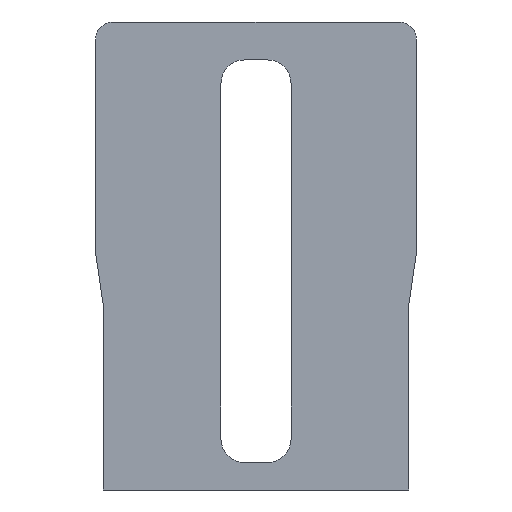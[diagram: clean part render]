
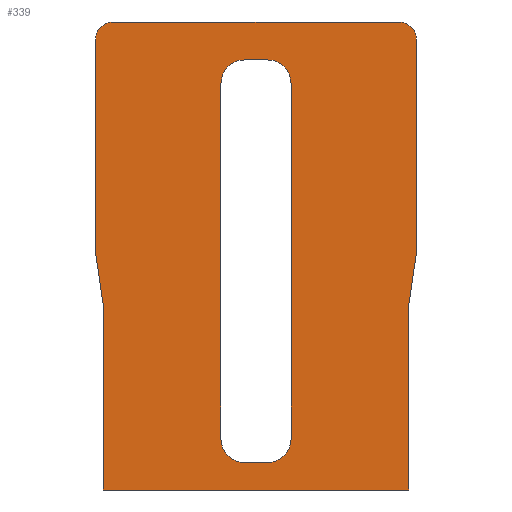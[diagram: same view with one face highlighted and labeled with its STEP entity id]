
A CAD part, left-side view. The second image highlights one B-rep face of the part: STEP entity #339.
In plain terms, the highlighted planar face has unit normal (-1, 0, 0).
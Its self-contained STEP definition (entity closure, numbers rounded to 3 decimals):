
#339=ADVANCED_FACE('1:993',(#830,#831),#832,.T.);
#535=EDGE_CURVE('1:1287',#1098,#1095,#1099,.F.);
#539=EDGE_CURVE('1:1293',#1103,#1104,#1105,.F.);
#547=EDGE_CURVE('1:1305',#1111,#1104,#1114,.T.);
#549=EDGE_CURVE('1:1308',#1111,#1116,#1117,.F.);
#555=EDGE_CURVE('1:1317',#1121,#1116,#1124,.F.);
#557=EDGE_CURVE('1:1320',#1121,#1126,#1127,.F.);
#563=EDGE_CURVE('1:1329',#1131,#1126,#1134,.T.);
#565=EDGE_CURVE('1:1332',#1131,#1136,#1137,.F.);
#569=EDGE_CURVE('1:1338',#1103,#1136,#1141,.F.);
#583=EDGE_CURVE('1:1359',#1154,#1098,#1159,.F.);
#585=EDGE_CURVE('1:1362',#1161,#1154,#1162,.F.);
#595=EDGE_CURVE('1:1377',#1169,#1161,#1175,.F.);
#599=EDGE_CURVE('1:1383',#1169,#1180,#1181,.F.);
#607=EDGE_CURVE('1:1395',#1189,#1192,#1193,.F.);
#613=EDGE_CURVE('1:1404',#1095,#1198,#1201,.F.);
#621=EDGE_CURVE('1:1416',#1206,#1192,#1211,.F.);
#623=EDGE_CURVE('1:1419',#1198,#1206,#1213,.F.);
#629=EDGE_CURVE('1:1428',#1189,#1217,#1221,.F.);
#637=EDGE_CURVE('1:1440',#1228,#1217,#1231,.F.);
#643=EDGE_CURVE('1:1449',#1233,#1180,#1239,.F.);
#647=EDGE_CURVE('1:1455',#1228,#1241,#1245,.F.);
#653=EDGE_CURVE('1:1464',#1233,#1241,#1251,.F.);
#830=FACE_OUTER_BOUND('',#1418,.T.);
#831=FACE_BOUND('',#1419,.T.);
#832=PLANE('',#1420);
#1095=VERTEX_POINT('',#1846);
#1098=VERTEX_POINT('',#1851);
#1099=LINE('',#1852,#1853);
#1103=VERTEX_POINT('',#1860);
#1104=VERTEX_POINT('',#1861);
#1105=CIRCLE('',#1862,33.833);
#1111=VERTEX_POINT('',#1873);
#1114=LINE('',#1878,#1879);
#1116=VERTEX_POINT('',#1882);
#1117=CIRCLE('',#1883,33.833);
#1121=VERTEX_POINT('',#1890);
#1124=LINE('',#1895,#1896);
#1126=VERTEX_POINT('',#1899);
#1127=CIRCLE('',#1900,33.833);
#1131=VERTEX_POINT('',#1907);
#1134=LINE('',#1912,#1913);
#1136=VERTEX_POINT('',#1916);
#1137=CIRCLE('',#1917,33.833);
#1141=LINE('',#1924,#1925);
#1154=VERTEX_POINT('',#1947);
#1159=LINE('',#1956,#1957);
#1161=VERTEX_POINT('',#1960);
#1162=CIRCLE('',#1961,25.0);
#1169=VERTEX_POINT('',#1972);
#1175=LINE('',#1982,#1983);
#1180=VERTEX_POINT('',#1990);
#1181=CIRCLE('',#1991,25.0);
#1189=VERTEX_POINT('',#2003);
#1192=VERTEX_POINT('',#2008);
#1193=CIRCLE('',#2009,25.0);
#1198=VERTEX_POINT('',#2017);
#1201=LINE('',#2022,#2023);
#1206=VERTEX_POINT('',#2031);
#1211=LINE('',#2040,#2041);
#1213=CIRCLE('',#2044,25.0);
#1217=VERTEX_POINT('',#2050);
#1221=LINE('',#2056,#2057);
#1228=VERTEX_POINT('',#2068);
#1231=CIRCLE('',#2073,25.0);
#1233=VERTEX_POINT('',#2076);
#1239=LINE('',#2086,#2087);
#1241=VERTEX_POINT('',#2090);
#1245=LINE('',#2096,#2097);
#1251=CIRCLE('',#2107,25.0);
#1418=EDGE_LOOP('',(#2605,#2606,#2607,#2608,#2609,#2610,#2611,#2612,#2613,#2614,#2615,#2616,#2617,#2618));
#1419=EDGE_LOOP('',(#2619,#2620,#2621,#2622,#2623,#2624,#2625,#2626));
#1420=AXIS2_PLACEMENT_3D('',#2627,#2628,#2629);
#1846=CARTESIAN_POINT('',(-111.2,-221.55,1496.5));
#1851=CARTESIAN_POINT('',(-111.2,221.55,1496.5));
#1852=CARTESIAN_POINT('',(-111.2,0.,1496.5));
#1853=VECTOR('',#2790,0.001);
#1860=CARTESIAN_POINT('',(-111.2,50.75,2086.167));
#1861=CARTESIAN_POINT('',(-111.2,16.917,2120.0));
#1862=AXIS2_PLACEMENT_3D('',#2792,#2793,#2794);
#1873=CARTESIAN_POINT('',(-111.2,-16.917,2120.0));
#1878=CARTESIAN_POINT('',(-111.2,0.,2120.0));
#1879=VECTOR('',#2798,0.001);
#1882=CARTESIAN_POINT('',(-111.2,-50.75,2086.167));
#1883=AXIS2_PLACEMENT_3D('',#2799,#2800,#2801);
#1890=CARTESIAN_POINT('',(-111.2,-50.75,1570.333));
#1895=CARTESIAN_POINT('',(-111.2,-50.75,1828.25));
#1896=VECTOR('',#2804,0.001);
#1899=CARTESIAN_POINT('',(-111.2,-16.917,1536.5));
#1900=AXIS2_PLACEMENT_3D('',#2805,#2806,#2807);
#1907=CARTESIAN_POINT('',(-111.2,16.917,1536.5));
#1912=CARTESIAN_POINT('',(-111.2,0.,1536.5));
#1913=VECTOR('',#2810,0.001);
#1916=CARTESIAN_POINT('',(-111.2,50.75,1570.333));
#1917=AXIS2_PLACEMENT_3D('',#2811,#2812,#2813);
#1924=CARTESIAN_POINT('',(-111.2,50.75,1828.25));
#1925=VECTOR('',#2815,0.001);
#1947=CARTESIAN_POINT('',(-111.2,221.55,1763.548));
#1956=CARTESIAN_POINT('',(-111.2,221.55,1630.024));
#1957=VECTOR('',#2822,0.001);
#1960=CARTESIAN_POINT('',(-111.2,221.812,1767.159));
#1961=AXIS2_PLACEMENT_3D('',#2823,#2824,#2825);
#1972=CARTESIAN_POINT('',(-111.2,232.238,1838.567));
#1982=CARTESIAN_POINT('',(-111.2,227.025,1802.863));
#1983=VECTOR('',#2832,0.001);
#1990=CARTESIAN_POINT('',(-111.2,232.5,1842.178));
#1991=AXIS2_PLACEMENT_3D('',#2836,#2837,#2838);
#2003=CARTESIAN_POINT('',(-111.2,-232.5,1842.178));
#2008=CARTESIAN_POINT('',(-111.2,-232.238,1838.567));
#2009=AXIS2_PLACEMENT_3D('',#2844,#2845,#2846);
#2017=CARTESIAN_POINT('',(-111.2,-221.55,1763.548));
#2022=CARTESIAN_POINT('',(-111.2,-221.55,1630.024));
#2023=VECTOR('',#2849,0.001);
#2031=CARTESIAN_POINT('',(-111.2,-221.812,1767.159));
#2040=CARTESIAN_POINT('',(-111.2,-227.025,1802.863));
#2041=VECTOR('',#2853,0.001);
#2044=AXIS2_PLACEMENT_3D('',#2854,#2855,#2856);
#2050=CARTESIAN_POINT('',(-111.2,-232.5,2150.0));
#2056=CARTESIAN_POINT('',(-111.2,-232.5,1996.089));
#2057=VECTOR('',#2861,0.001);
#2068=CARTESIAN_POINT('',(-111.2,-207.5,2175.0));
#2073=AXIS2_PLACEMENT_3D('',#2867,#2868,#2869);
#2076=CARTESIAN_POINT('',(-111.2,232.5,2150.0));
#2086=CARTESIAN_POINT('',(-111.2,232.5,1996.089));
#2087=VECTOR('',#2872,0.001);
#2090=CARTESIAN_POINT('',(-111.2,207.5,2175.0));
#2096=CARTESIAN_POINT('',(-111.2,0.,2175.0));
#2097=VECTOR('',#2874,0.001);
#2107=AXIS2_PLACEMENT_3D('',#2879,#2880,#2881);
#2605=ORIENTED_EDGE('',*,*,#643,.T.);
#2606=ORIENTED_EDGE('',*,*,#599,.F.);
#2607=ORIENTED_EDGE('',*,*,#595,.T.);
#2608=ORIENTED_EDGE('',*,*,#585,.T.);
#2609=ORIENTED_EDGE('',*,*,#583,.T.);
#2610=ORIENTED_EDGE('',*,*,#535,.T.);
#2611=ORIENTED_EDGE('',*,*,#613,.T.);
#2612=ORIENTED_EDGE('',*,*,#623,.T.);
#2613=ORIENTED_EDGE('',*,*,#621,.T.);
#2614=ORIENTED_EDGE('',*,*,#607,.F.);
#2615=ORIENTED_EDGE('',*,*,#629,.T.);
#2616=ORIENTED_EDGE('',*,*,#637,.F.);
#2617=ORIENTED_EDGE('',*,*,#647,.T.);
#2618=ORIENTED_EDGE('',*,*,#653,.F.);
#2619=ORIENTED_EDGE('',*,*,#539,.T.);
#2620=ORIENTED_EDGE('',*,*,#547,.F.);
#2621=ORIENTED_EDGE('',*,*,#549,.T.);
#2622=ORIENTED_EDGE('',*,*,#555,.F.);
#2623=ORIENTED_EDGE('',*,*,#557,.T.);
#2624=ORIENTED_EDGE('',*,*,#563,.F.);
#2625=ORIENTED_EDGE('',*,*,#565,.T.);
#2626=ORIENTED_EDGE('',*,*,#569,.F.);
#2627=CARTESIAN_POINT('',(-111.2,0.,1496.5));
#2628=DIRECTION('',(-1.0,0.,0.0));
#2629=DIRECTION('',(0.0,0.0,1.0));
#2790=DIRECTION('',(0.,1.0,0.0));
#2792=CARTESIAN_POINT('',(-111.2,16.917,2086.167));
#2793=DIRECTION('',(-1.0,0.,0.0));
#2794=DIRECTION('',(0.0,0.0,1.0));
#2798=DIRECTION('',(0.,1.0,0.0));
#2799=CARTESIAN_POINT('',(-111.2,-16.917,2086.167));
#2800=DIRECTION('',(-1.0,0.,0.0));
#2801=DIRECTION('',(0.0,0.0,1.0));
#2804=DIRECTION('',(0.0,0.0,-1.0));
#2805=CARTESIAN_POINT('',(-111.2,-16.917,1570.333));
#2806=DIRECTION('',(-1.0,0.,0.0));
#2807=DIRECTION('',(0.0,0.0,1.0));
#2810=DIRECTION('',(0.,-1.0,0.0));
#2811=CARTESIAN_POINT('',(-111.2,16.917,1570.333));
#2812=DIRECTION('',(-1.0,0.,0.0));
#2813=DIRECTION('',(0.0,0.0,1.0));
#2815=DIRECTION('',(0.0,0.0,1.0));
#2822=DIRECTION('',(0.0,0.0,1.0));
#2823=CARTESIAN_POINT('',(-111.2,246.55,1763.548));
#2824=DIRECTION('',(-1.0,0.,0.0));
#2825=DIRECTION('',(0.0,0.0,1.0));
#2832=DIRECTION('',(0.,0.144,0.99));
#2836=CARTESIAN_POINT('',(-111.2,207.5,1842.178));
#2837=DIRECTION('',(-1.0,0.,0.0));
#2838=DIRECTION('',(0.0,0.0,1.0));
#2844=CARTESIAN_POINT('',(-111.2,-207.5,1842.178));
#2845=DIRECTION('',(-1.0,0.,0.0));
#2846=DIRECTION('',(0.0,0.0,1.0));
#2849=DIRECTION('',(0.0,0.0,-1.0));
#2853=DIRECTION('',(0.,0.144,-0.99));
#2854=CARTESIAN_POINT('',(-111.2,-246.55,1763.548));
#2855=DIRECTION('',(-1.0,0.,0.0));
#2856=DIRECTION('',(0.0,0.0,1.0));
#2861=DIRECTION('',(0.0,0.0,-1.0));
#2867=CARTESIAN_POINT('',(-111.2,-207.5,2150.0));
#2868=DIRECTION('',(-1.0,0.,0.0));
#2869=DIRECTION('',(0.0,0.0,1.0));
#2872=DIRECTION('',(0.0,0.0,1.0));
#2874=DIRECTION('',(0.,-1.0,0.0));
#2879=CARTESIAN_POINT('',(-111.2,207.5,2150.0));
#2880=DIRECTION('',(-1.0,0.,0.0));
#2881=DIRECTION('',(0.0,0.0,1.0));
